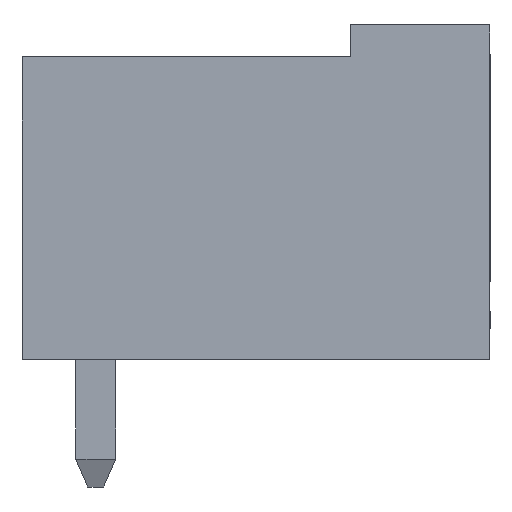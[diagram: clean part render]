
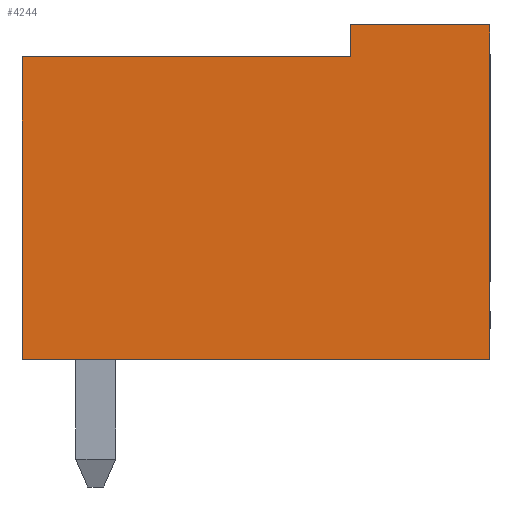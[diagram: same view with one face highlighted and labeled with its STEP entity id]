
A CAD part, left-side view. The second image highlights one B-rep face of the part: STEP entity #4244.
In plain terms, the highlighted planar face has unit normal (-1, 0, 0).
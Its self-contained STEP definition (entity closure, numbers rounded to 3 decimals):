
#4234=AXIS2_PLACEMENT_3D('Plane Axis2P3D',#4231,#4232,#4233) ;
#133=CARTESIAN_POINT('Vertex',(0.,0.,11.6)) ;
#136=CARTESIAN_POINT('Line Origine',(0.,0.,7.4)) ;
#140=CARTESIAN_POINT('Vertex',(0.,0.,3.2)) ;
#715=CARTESIAN_POINT('Vertex',(0.,3.5,11.6)) ;
#718=CARTESIAN_POINT('Line Origine',(0.,1.75,11.6)) ;
#937=CARTESIAN_POINT('Vertex',(0.,11.75,10.8)) ;
#940=CARTESIAN_POINT('Line Origine',(0.,7.625,10.8)) ;
#944=CARTESIAN_POINT('Vertex',(0.,3.5,10.8)) ;
#1287=CARTESIAN_POINT('Vertex',(0.,11.75,3.2)) ;
#1290=CARTESIAN_POINT('Line Origine',(0.,11.75,7.)) ;
#1437=CARTESIAN_POINT('Line Origine',(0.,5.875,3.2)) ;
#3938=CARTESIAN_POINT('Line Origine',(0.,3.5,11.2)) ;
#4231=CARTESIAN_POINT('Axis2P3D Location',(0.,0.,0.)) ;
#137=DIRECTION('Vector Direction',(0.,0.,-1.)) ;
#719=DIRECTION('Vector Direction',(0.,-1.,0.)) ;
#941=DIRECTION('Vector Direction',(0.,-1.,0.)) ;
#1291=DIRECTION('Vector Direction',(0.,0.,1.)) ;
#1438=DIRECTION('Vector Direction',(0.,1.,0.)) ;
#3939=DIRECTION('Vector Direction',(0.,0.,1.)) ;
#4232=DIRECTION('Axis2P3D Direction',(-1.,0.,0.)) ;
#4233=DIRECTION('Axis2P3D XDirection',(0.,-1.,0.)) ;
#138=VECTOR('Line Direction',#137,1.) ;
#720=VECTOR('Line Direction',#719,1.) ;
#942=VECTOR('Line Direction',#941,1.) ;
#1292=VECTOR('Line Direction',#1291,1.) ;
#1439=VECTOR('Line Direction',#1438,1.) ;
#3940=VECTOR('Line Direction',#3939,1.) ;
#4237=ORIENTED_EDGE('',*,*,#3942,.T.) ;
#4238=ORIENTED_EDGE('',*,*,#946,.T.) ;
#4239=ORIENTED_EDGE('',*,*,#1294,.T.) ;
#4240=ORIENTED_EDGE('',*,*,#1441,.T.) ;
#4241=ORIENTED_EDGE('',*,*,#142,.T.) ;
#4242=ORIENTED_EDGE('',*,*,#722,.T.) ;
#4244=ADVANCED_FACE('HOUSING',(#4243),#4235,.T.) ;
#142=EDGE_CURVE('',#141,#134,#139,.F.) ;
#722=EDGE_CURVE('',#134,#716,#721,.F.) ;
#946=EDGE_CURVE('',#945,#938,#943,.F.) ;
#1294=EDGE_CURVE('',#938,#1288,#1293,.F.) ;
#1441=EDGE_CURVE('',#1288,#141,#1440,.F.) ;
#3942=EDGE_CURVE('',#716,#945,#3941,.F.) ;
#4236=EDGE_LOOP('',(#4237,#4238,#4239,#4240,#4241,#4242)) ;
#4243=FACE_OUTER_BOUND('',#4236,.T.) ;
#139=LINE('Line',#136,#138) ;
#721=LINE('Line',#718,#720) ;
#943=LINE('Line',#940,#942) ;
#1293=LINE('Line',#1290,#1292) ;
#1440=LINE('Line',#1437,#1439) ;
#3941=LINE('Line',#3938,#3940) ;
#4235=PLANE('',#4234) ;
#134=VERTEX_POINT('',#133) ;
#141=VERTEX_POINT('',#140) ;
#716=VERTEX_POINT('',#715) ;
#938=VERTEX_POINT('',#937) ;
#945=VERTEX_POINT('',#944) ;
#1288=VERTEX_POINT('',#1287) ;
